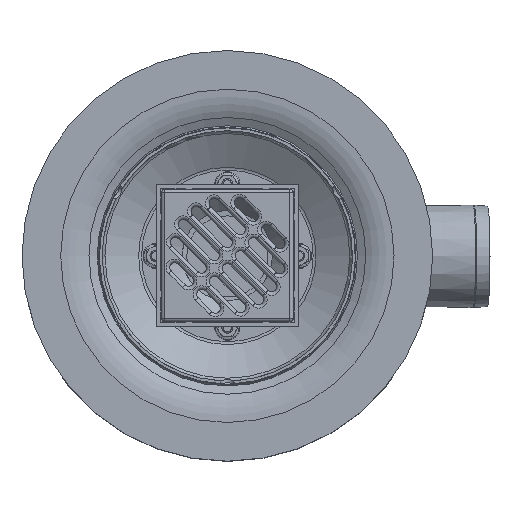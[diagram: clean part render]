
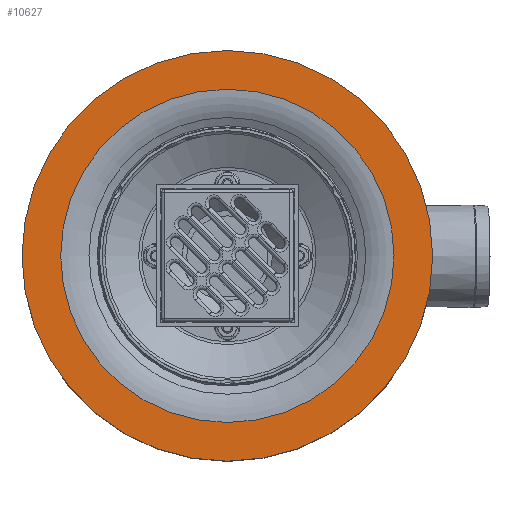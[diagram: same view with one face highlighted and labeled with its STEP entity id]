
A CAD part, top view. The second image highlights one B-rep face of the part: STEP entity #10627.
In plain terms, the highlighted planar face has unit normal (0, 0, 1).
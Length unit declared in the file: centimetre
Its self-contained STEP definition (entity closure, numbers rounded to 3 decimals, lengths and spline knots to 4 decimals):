
#808=FACE_BOUND('',#2017,.T.);
#1236=FACE_OUTER_BOUND('',#2016,.T.);
#2016=EDGE_LOOP('',(#8725));
#2017=EDGE_LOOP('',(#8726));
#2782=CIRCLE('',#11769,146.);
#2799=CIRCLE('',#11796,118.5);
#4995=VERTEX_POINT('',#18395);
#5009=VERTEX_POINT('',#18440);
#6260=EDGE_CURVE('',#4995,#4995,#2782,.T.);
#6280=EDGE_CURVE('',#5009,#5009,#2799,.T.);
#8725=ORIENTED_EDGE('',*,*,#6260,.F.);
#8726=ORIENTED_EDGE('',*,*,#6280,.T.);
#10178=PLANE('',#11798);
#10627=ADVANCED_FACE('',(#1236,#808),#10178,.T.);
#11769=AXIS2_PLACEMENT_3D('',#18397,#14509,#14510);
#11796=AXIS2_PLACEMENT_3D('',#18441,#14566,#14567);
#11798=AXIS2_PLACEMENT_3D('',#18443,#14570,#14571);
#14509=DIRECTION('center_axis',(0.,0.,-1.));
#14510=DIRECTION('ref_axis',(1.,0.,0.));
#14566=DIRECTION('center_axis',(0.,0.,-1.));
#14567=DIRECTION('ref_axis',(1.,0.,0.));
#14570=DIRECTION('center_axis',(0.,0.,1.));
#14571=DIRECTION('ref_axis',(0.,-1.,0.));
#18395=CARTESIAN_POINT('',(146.,0.,138.0069));
#18397=CARTESIAN_POINT('Origin',(0.,0.,138.0069));
#18440=CARTESIAN_POINT('',(0.,-118.5,138.0069));
#18441=CARTESIAN_POINT('Origin',(0.,0.,138.0069));
#18443=CARTESIAN_POINT('Origin',(-146.,0.,138.0069));
